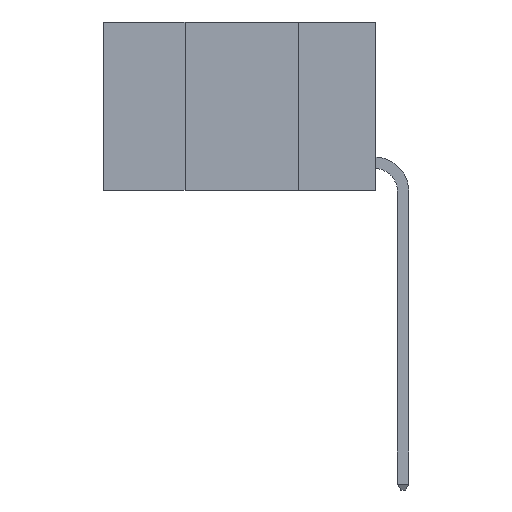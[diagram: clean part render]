
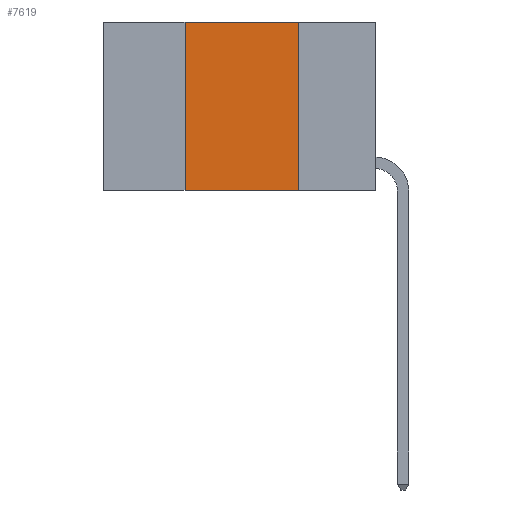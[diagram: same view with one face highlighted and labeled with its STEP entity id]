
A CAD part, left-side view. The second image highlights one B-rep face of the part: STEP entity #7619.
In plain terms, the highlighted planar face has unit normal (-1, 0, 0).
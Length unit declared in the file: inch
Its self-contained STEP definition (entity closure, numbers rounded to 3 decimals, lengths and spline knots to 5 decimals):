
#27 = DIRECTION ( 'NONE',  ( 0., -1., 0. ) ) ;
#795 = EDGE_CURVE ( 'NONE', #2031, #5484, #1568, .T. ) ;
#1048 = VECTOR ( 'NONE', #27, 39.37008 ) ;
#1568 = LINE ( 'NONE', #7330, #7670 ) ;
#1802 = CARTESIAN_POINT ( 'NONE',  ( 0., 0.17, 0. ) ) ;
#2031 = VERTEX_POINT ( 'NONE', #4640 ) ;
#2490 = FACE_OUTER_BOUND ( 'NONE', #7798, .T. ) ;
#2520 = DIRECTION ( 'NONE',  ( 0., 0., 1. ) ) ;
#2615 = VECTOR ( 'NONE', #4889, 39.37008 ) ;
#2947 = EDGE_CURVE ( 'NONE', #2031, #10019, #5515, .T. ) ;
#3321 = CARTESIAN_POINT ( 'NONE',  ( 0., 0.6, 0. ) ) ;
#4138 = DIRECTION ( 'NONE',  ( 1., 0., 0. ) ) ;
#4171 = CARTESIAN_POINT ( 'NONE',  ( 0., 0.6, 0. ) ) ;
#4640 = CARTESIAN_POINT ( 'NONE',  ( 0., 0.42, -0.37 ) ) ;
#4842 = ORIENTED_EDGE ( 'NONE', *, *, #2947, .T. ) ;
#4889 = DIRECTION ( 'NONE',  ( 0., 0., -1. ) ) ;
#5016 = EDGE_CURVE ( 'NONE', #6075, #10019, #9207, .T. ) ;
#5484 = VERTEX_POINT ( 'NONE', #5852 ) ;
#5515 = LINE ( 'NONE', #9528, #1048 ) ;
#5852 = CARTESIAN_POINT ( 'NONE',  ( 0., 0.42, 0. ) ) ;
#6075 = VERTEX_POINT ( 'NONE', #1802 ) ;
#6085 = ORIENTED_EDGE ( 'NONE', *, *, #6093, .F. ) ;
#6093 = EDGE_CURVE ( 'NONE', #5484, #6075, #7085, .T. ) ;
#6569 = DIRECTION ( 'NONE',  ( 0., -1., 0. ) ) ;
#6581 = AXIS2_PLACEMENT_3D ( 'NONE', #3321, #4138, #9683 ) ;
#6846 = VECTOR ( 'NONE', #6569, 39.37008 ) ;
#7085 = LINE ( 'NONE', #4171, #6846 ) ;
#7330 = CARTESIAN_POINT ( 'NONE',  ( 0., 0.42, 0. ) ) ;
#7619 = ADVANCED_FACE ( 'NONE', ( #2490 ), #8085, .F. ) ;
#7670 = VECTOR ( 'NONE', #2520, 39.37008 ) ;
#7691 = ORIENTED_EDGE ( 'NONE', *, *, #795, .F. ) ;
#7798 = EDGE_LOOP ( 'NONE', ( #8348, #6085, #7691, #4842 ) ) ;
#8085 = PLANE ( 'NONE',  #6581 ) ;
#8348 = ORIENTED_EDGE ( 'NONE', *, *, #5016, .F. ) ;
#8836 = CARTESIAN_POINT ( 'NONE',  ( 0., 0.17, 0. ) ) ;
#9207 = LINE ( 'NONE', #8836, #2615 ) ;
#9528 = CARTESIAN_POINT ( 'NONE',  ( 0., 0.6, -0.37 ) ) ;
#9683 = DIRECTION ( 'NONE',  ( 0., 0., -1. ) ) ;
#9815 = CARTESIAN_POINT ( 'NONE',  ( 0., 0.17, -0.37 ) ) ;
#10019 = VERTEX_POINT ( 'NONE', #9815 ) ;
